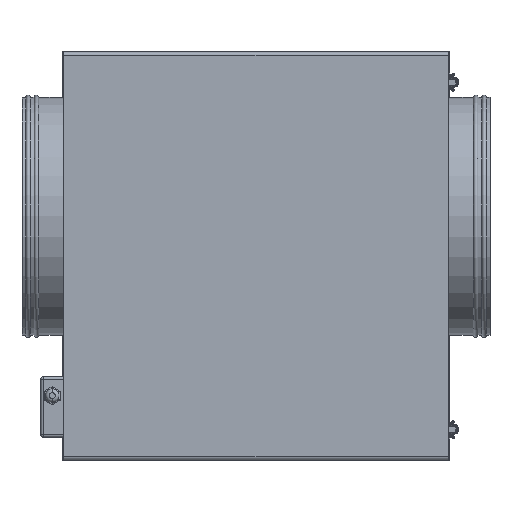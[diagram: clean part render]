
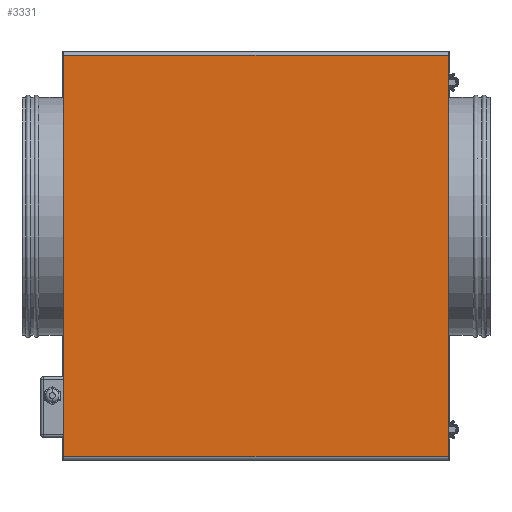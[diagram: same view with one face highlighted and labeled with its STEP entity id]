
A CAD part, front view. The second image highlights one B-rep face of the part: STEP entity #3331.
In plain terms, the highlighted planar face has unit normal (0, -1, 0).
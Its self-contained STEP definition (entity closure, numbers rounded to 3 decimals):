
#3131 = EDGE_CURVE ( 'NONE', #3207, #3233, #8841, .T. ) ;
#3207 = VERTEX_POINT ( 'NONE', #9038 ) ;
#3233 = VERTEX_POINT ( 'NONE', #8989 ) ;
#3263 = EDGE_CURVE ( 'NONE', #3328, #3501, #9313, .T. ) ;
#3327 = EDGE_CURVE ( 'NONE', #3328, #3233, #9400, .T. ) ;
#3328 = VERTEX_POINT ( 'NONE', #9396 ) ;
#3329 = ORIENTED_EDGE ( 'NONE', *, *, #3263, .T. ) ;
#3330 = ORIENTED_EDGE ( 'NONE', *, *, #3131, .T. ) ;
#3331 = ADVANCED_FACE ( 'NONE', ( #9395 ), #9379, .F. ) ;
#3333 = EDGE_CURVE ( 'NONE', #3501, #3207, #9378, .T. ) ;
#3375 = ORIENTED_EDGE ( 'NONE', *, *, #3327, .F. ) ;
#3416 = EDGE_LOOP ( 'NONE', ( #3428, #3330, #3375, #3329 ) ) ;
#3428 = ORIENTED_EDGE ( 'NONE', *, *, #3333, .T. ) ;
#3501 = VERTEX_POINT ( 'NONE', #15926 ) ;
#8838 = DIRECTION ( 'NONE',  ( 0., 0., -1. ) ) ;
#8839 = VECTOR ( 'NONE', #8838, 1000. ) ;
#8840 = CARTESIAN_POINT ( 'NONE',  ( -255., 0., 540. ) ) ;
#8841 = LINE ( 'NONE', #8840, #8839 ) ;
#8989 = CARTESIAN_POINT ( 'NONE',  ( -255., 0., 3.737 ) ) ;
#9038 = CARTESIAN_POINT ( 'NONE',  ( -255., 0., 536.263 ) ) ;
#9310 = DIRECTION ( 'NONE',  ( 0., 0., 1. ) ) ;
#9311 = VECTOR ( 'NONE', #9310, 1000. ) ;
#9312 = CARTESIAN_POINT ( 'NONE',  ( 255., 0., 540. ) ) ;
#9313 = LINE ( 'NONE', #9312, #9311 ) ;
#9374 = DIRECTION ( 'NONE',  ( 0., 0., 1. ) ) ;
#9375 = DIRECTION ( 'NONE',  ( 0., 1., 0. ) ) ;
#9376 = CARTESIAN_POINT ( 'NONE',  ( -255., 0., 540. ) ) ;
#9377 = AXIS2_PLACEMENT_3D ( 'NONE', #9376, #9375, #9374 ) ;
#9378 = LINE ( 'NONE', #9553, #9552 ) ;
#9379 = PLANE ( 'NONE',  #9377 ) ;
#9395 = FACE_OUTER_BOUND ( 'NONE', #3416, .T. ) ;
#9396 = CARTESIAN_POINT ( 'NONE',  ( 255., 0., 3.737 ) ) ;
#9397 = DIRECTION ( 'NONE',  ( -1., 0., 0. ) ) ;
#9398 = VECTOR ( 'NONE', #9397, 1000. ) ;
#9399 = CARTESIAN_POINT ( 'NONE',  ( -255., 0., 3.737 ) ) ;
#9400 = LINE ( 'NONE', #9399, #9398 ) ;
#9551 = DIRECTION ( 'NONE',  ( -1., 0., 0. ) ) ;
#9552 = VECTOR ( 'NONE', #9551, 1000. ) ;
#9553 = CARTESIAN_POINT ( 'NONE',  ( 255., 0., 536.263 ) ) ;
#15926 = CARTESIAN_POINT ( 'NONE',  ( 255., 0., 536.263 ) ) ;
